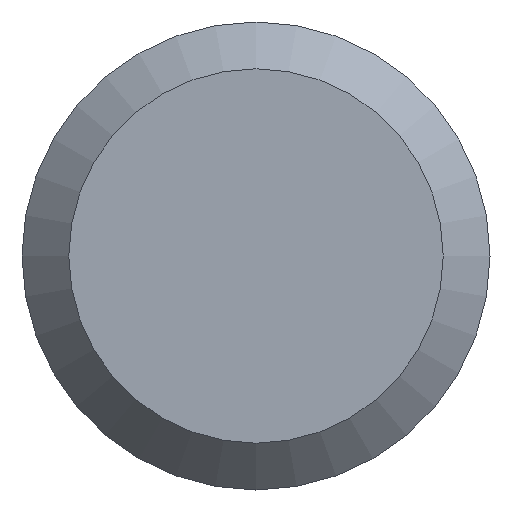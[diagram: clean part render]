
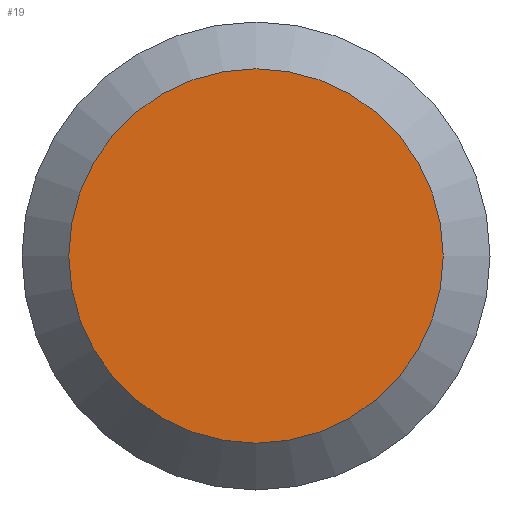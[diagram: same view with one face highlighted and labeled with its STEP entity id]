
A CAD part, left-side view. The second image highlights one B-rep face of the part: STEP entity #19.
In plain terms, the highlighted planar face has unit normal (-1, 0, 0).
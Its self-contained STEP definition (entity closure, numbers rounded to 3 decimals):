
#4 = PLANE ( 'NONE',  #7 ) ;
#7 = AXIS2_PLACEMENT_3D ( 'NONE', #27, #206, #103 ) ;
#11 = CIRCLE ( 'NONE', #62, 3.12 ) ;
#19 = ADVANCED_FACE ( 'NONE', ( #175 ), #4, .F. ) ;
#22 = DIRECTION ( 'NONE',  ( 0., 0., -1. ) ) ;
#27 = CARTESIAN_POINT ( 'NONE',  ( 0., 3.9, 0. ) ) ;
#55 = EDGE_LOOP ( 'NONE', ( #87 ) ) ;
#62 = AXIS2_PLACEMENT_3D ( 'NONE', #118, #137, #22 ) ;
#63 = VERTEX_POINT ( 'NONE', #65 ) ;
#65 = CARTESIAN_POINT ( 'NONE',  ( 0., 0., -3.12 ) ) ;
#87 = ORIENTED_EDGE ( 'NONE', *, *, #128, .T. ) ;
#103 = DIRECTION ( 'NONE',  ( 0., 0., -1. ) ) ;
#118 = CARTESIAN_POINT ( 'NONE',  ( 0., 0., 0. ) ) ;
#128 = EDGE_CURVE ( 'NONE', #63, #63, #11, .T. ) ;
#137 = DIRECTION ( 'NONE',  ( -1., 0., 0. ) ) ;
#175 = FACE_OUTER_BOUND ( 'NONE', #55, .T. ) ;
#206 = DIRECTION ( 'NONE',  ( 1., 0., 0. ) ) ;
